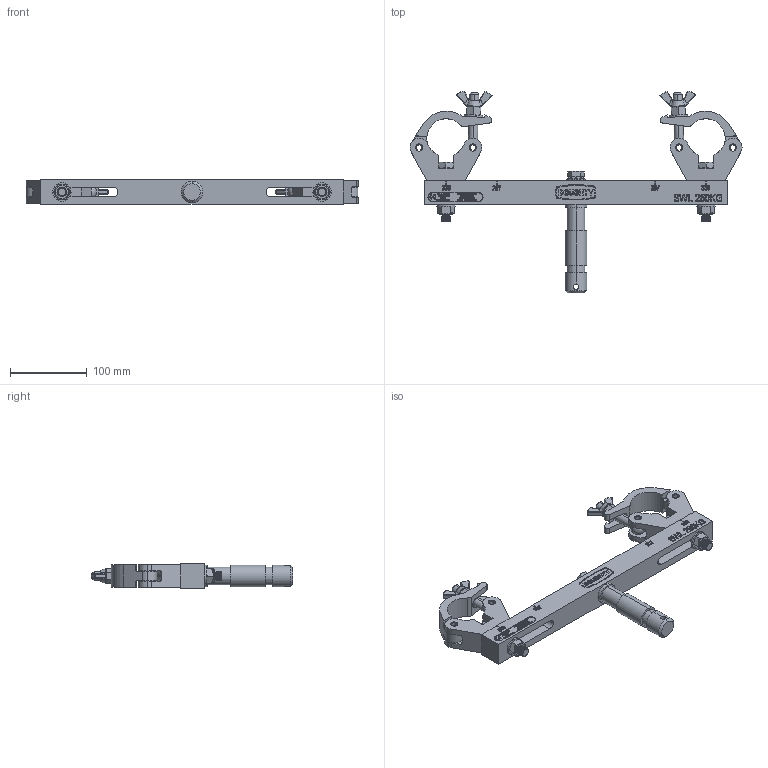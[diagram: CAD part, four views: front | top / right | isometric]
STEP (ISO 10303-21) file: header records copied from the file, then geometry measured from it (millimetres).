
FILE_DESCRIPTION (( 'STEP AP203' ), '1' );
FILE_NAME ('T55800.STEP', '2019-03-11T10:17:03', ( '' ), ( '' ), 'SwSTEP 2.0', 'SolidWorks 2016', '' );
FILE_SCHEMA (( 'CONFIG_CONTROL_DESIGN' ));
Length unit declared in the file: millimetre
Products named in the file (20): TH156_TH650; TH1245; Single Coil Rectangular Section Spring Washer_Doughty Fastners_Rectangular section spring washer BS 4464 - 12 (Type B); T57001_T57001 T PLATE; TH566; F791; TH2359_TH2359; B Washer_Bright washer BS 4320 - M12 (Form B); Hex Bolt_ISO 4016 - M12 x 70 x 30-WS; Binx Nut_M12 BZP; TH2000_TH2000 - 30MM WIDE; TH157_NO ENGRAVING; A Washer_Bright washer BS 4320 - M12 (Form A); Hex Bolt_ISO 4016 - M12 x 60 x 30-WS; TH2001_TH2001 - 30MM WIDE; F883_DIN 315-M12-GT-C-N; Hex Nut Style 1 GradeAB_Doughty Fastners_Hexagon Nut ISO - 4032 - M12 - D - S; T55800; T78000; T55800_Label
Assembly tree (25 placements, depth 4):
  T55800
    TH2359_TH2359
    T57001_T57001 T PLATE  x2
      TH156_TH650
        TH2000_TH2000 - 30MM WIDE
      TH157_NO ENGRAVING
        TH2001_TH2001 - 30MM WIDE
      T78000
        TH566
        A Washer_Bright washer BS 4320 - M12 (Form A)
        Hex Nut Style 1 GradeAB_Doughty Fastners_Hexagon Nut ISO - 4032 - M12 - D - S
        F883_DIN 315-M12-GT-C-N
      F791
    Hex Bolt_ISO 4016 - M12 x 70 x 30-WS  x2
    A Washer_Bright washer BS 4320 - M12 (Form A)  x2
    Binx Nut_M12 BZP  x2
    B Washer_Bright washer BS 4320 - M12 (Form B)
    Single Coil Rectangular Section Spring Washer_Doughty Fastners_Rectangular section spring washer BS 4464 - 12 (Type B)
    Hex Bolt_ISO 4016 - M12 x 60 x 30-WS
    T55800_Label
    TH1245
Bounding box: 434 x 263.62 x 31.75 mm (x, y, z)
Volume: 663563.2 mm3; surface area: 172917.6 mm2
Topology: 28 solids, 28 shells, 2943 faces, 7720 edges, 4991 vertices
Faces by surface type: plane 1546, bspline 588, cone 376, cylinder 369, torus 42, sphere 22
Entity records: 121598 total; most frequent: CARTESIAN_POINT 61323, ORIENTED_EDGE 13182, DIRECTION 9861, EDGE_CURVE 6591, VECTOR 4365, LINE 4365, VERTEX_POINT 4313, AXIS2_PLACEMENT_3D 2748
